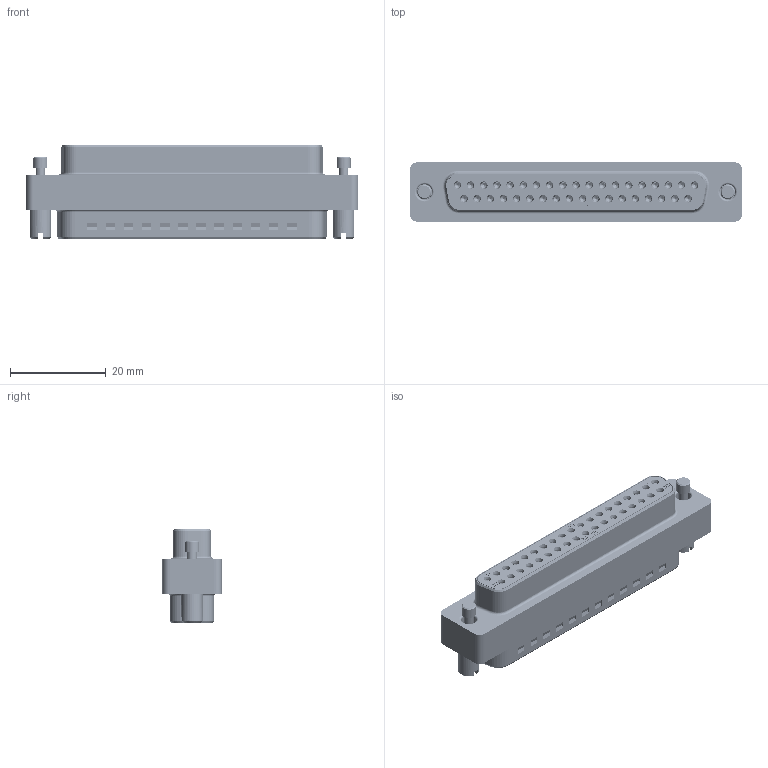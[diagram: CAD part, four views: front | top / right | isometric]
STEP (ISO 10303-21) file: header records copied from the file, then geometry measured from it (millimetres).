
FILE_DESCRIPTION(/* description */ ('Unknown'),/* implementation_level */ '2;1');
FILE_NAME(/* name */ '236017003',/* time_stamp */ '2019-05-08T05:08:14+02:00',/* author */ ('Unknown'),/* organization */ ('Unknown'),/* preprocessor_version */ 'ST-DEVELOPER v16.7',/* originating_system */ 'DEX',/* authorisation */ $);
FILE_SCHEMA (('AUTOMOTIVE_DESIGN {1 0 10303 214 3 1 1}'));
Length unit declared in the file: millimetre
Products named in the file (9): 236017003; N00281_37_BG; N00639_BG; N00638_BG; R+B00496_BG; R+B00155_BG; R+B00497_BG; R+B00871_BG; R+B00741_BG
Assembly tree (46 placements, depth 2):
  236017003
    N00281_37_BG
    N00639_BG
    N00638_BG
    R+B00496_BG
    R+B00155_BG
    R+B00497_BG  x2
    R+B00871_BG  x2
    R+B00741_BG  x37
Bounding box: 69.5 x 12.42 x 19.5 mm (x, y, z)
Volume: 7427.5 mm3; surface area: 18144.7 mm2
Topology: 46 solids, 46 shells, 6843 faces, 16794 edges, 10316 vertices
Faces by surface type: plane 5768, cylinder 549, cone 242, bspline 153, torus 94, sphere 37
Full cylindrical faces by diameter (mm): 0.242 x2, 0.281 x2, 1 x37, 1.02 x37, 1.15 x37, 1.28 x37, 1.3 x37, 1.7 x37, 2 x113, 2.18 x37, 2.22 x74, 3 x6, 3.2 x4, 4 x4, 4.06 x4, 4.49 x2, 4.5 x2, 5 x10, 5.1 x2
Entity records: 39846 total; most frequent: CARTESIAN_POINT 13058, DIRECTION 5144, ORIENTED_EDGE 4746, EDGE_CURVE 2373, AXIS2_PLACEMENT_3D 1909, FACE_BOUND 1868, EDGE_LOOP 1866, VERTEX_POINT 1717
